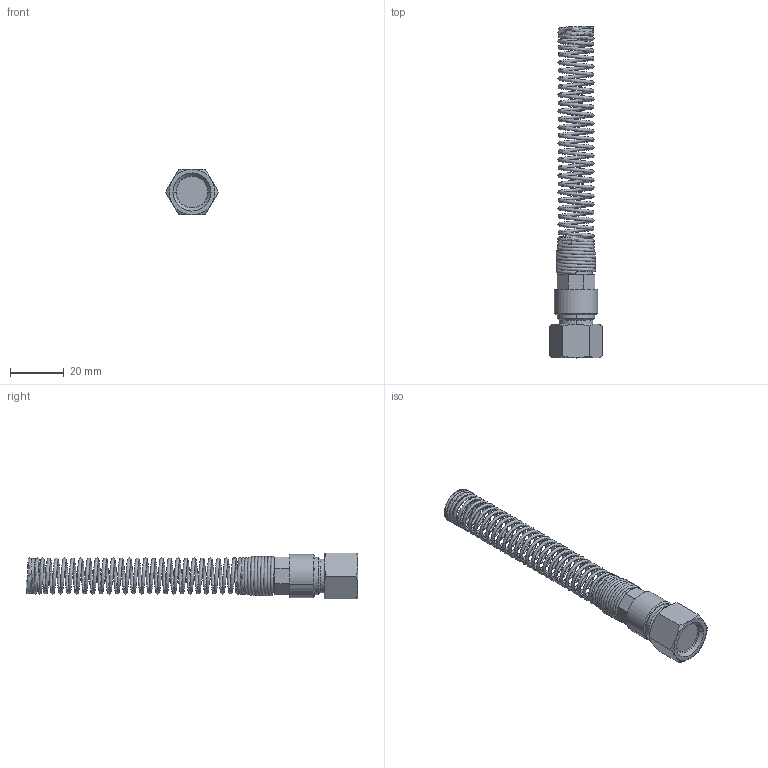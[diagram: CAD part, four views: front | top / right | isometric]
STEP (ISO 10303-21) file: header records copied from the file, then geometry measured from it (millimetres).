
FILE_DESCRIPTION (( 'STEP AP214' ), '1' );
FILE_NAME ('0103500008.step', '2012-09-28T13:21:49', ( '' ), ( '' ), 'SwSTEP 2.0', 'SolidWorks 2012', '' );
FILE_SCHEMA (( 'AUTOMOTIVE_DESIGN' ));
Length unit declared in the file: millimetre
Products named in the file (1): 0103500008
Bounding box: 19.63 x 123 x 17 mm (x, y, z)
Volume: 8969.8 mm3; surface area: 10146.2 mm2
Topology: 3 solids, 3 shells, 99 faces, 216 edges, 129 vertices
Faces by surface type: cone 38, cylinder 27, plane 26, bspline 6, torus 2
Entity records: 23371 total; most frequent: CARTESIAN_POINT 20197, ORIENTED_EDGE 432, DIRECTION 402, EDGE_CURVE 216, AXIS2_PLACEMENT_3D 168, VERTEX_POINT 129, EDGE_LOOP 107, UNCERTAINTY_MEASURE_WITH_UNIT 104
